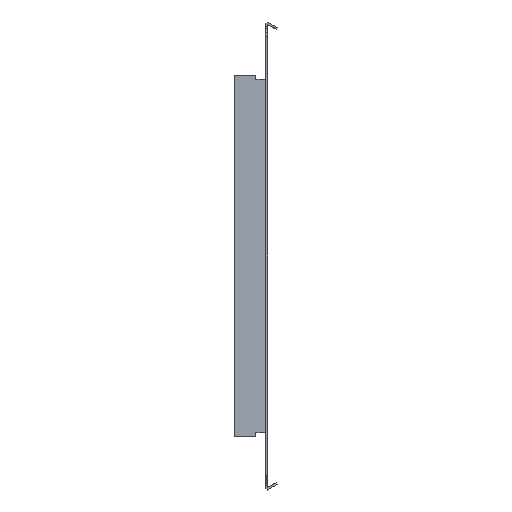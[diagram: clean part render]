
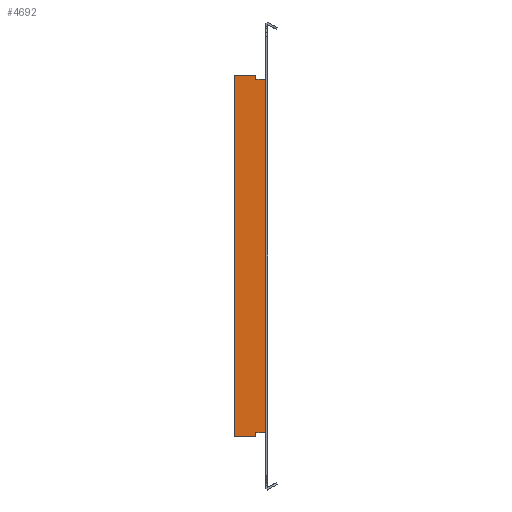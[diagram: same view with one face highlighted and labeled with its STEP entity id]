
A CAD part, left-side view. The second image highlights one B-rep face of the part: STEP entity #4692.
In plain terms, the highlighted planar face has unit normal (-1, 0, 0).
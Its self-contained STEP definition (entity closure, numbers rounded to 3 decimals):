
#125 = VERTEX_POINT ( 'NONE', #702 ) ;
#182 = DIRECTION ( 'NONE',  ( 0., 0., 1. ) ) ;
#192 = CARTESIAN_POINT ( 'NONE',  ( 1.5, 5.75, 134.25 ) ) ;
#244 = VERTEX_POINT ( 'NONE', #3625 ) ;
#288 = VECTOR ( 'NONE', #5471, 1000. ) ;
#402 = CARTESIAN_POINT ( 'NONE',  ( 1.5, 0., -134.25 ) ) ;
#432 = LINE ( 'NONE', #6520, #4002 ) ;
#450 = DIRECTION ( 'NONE',  ( 0., -1., 0. ) ) ;
#553 = ORIENTED_EDGE ( 'NONE', *, *, #2120, .T. ) ;
#609 = ORIENTED_EDGE ( 'NONE', *, *, #1825, .F. ) ;
#702 = CARTESIAN_POINT ( 'NONE',  ( 1.5, 5.75, 131.25 ) ) ;
#708 = EDGE_CURVE ( 'NONE', #5902, #125, #6500, .T. ) ;
#720 = EDGE_CURVE ( 'NONE', #1544, #5165, #5414, .T. ) ;
#766 = ORIENTED_EDGE ( 'NONE', *, *, #5950, .F. ) ;
#895 = VERTEX_POINT ( 'NONE', #2610 ) ;
#1044 = DIRECTION ( 'NONE',  ( 0., 0., -1. ) ) ;
#1151 = VERTEX_POINT ( 'NONE', #192 ) ;
#1205 = CARTESIAN_POINT ( 'NONE',  ( 1.5, 21.5, -131.25 ) ) ;
#1213 = ORIENTED_EDGE ( 'NONE', *, *, #3749, .T. ) ;
#1349 = CARTESIAN_POINT ( 'NONE',  ( 1.5, 0., 0. ) ) ;
#1386 = CARTESIAN_POINT ( 'NONE',  ( 1.5, 21.5, 131.25 ) ) ;
#1406 = VERTEX_POINT ( 'NONE', #1688 ) ;
#1544 = VERTEX_POINT ( 'NONE', #5263 ) ;
#1610 = AXIS2_PLACEMENT_3D ( 'NONE', #1349, #2461, #5661 ) ;
#1622 = CARTESIAN_POINT ( 'NONE',  ( 1.5, 5.75, 131.75 ) ) ;
#1660 = LINE ( 'NONE', #5418, #4619 ) ;
#1688 = CARTESIAN_POINT ( 'NONE',  ( 1.5, 21.5, 134.25 ) ) ;
#1816 = ORIENTED_EDGE ( 'NONE', *, *, #6152, .T. ) ;
#1825 = EDGE_CURVE ( 'NONE', #3842, #1544, #3673, .T. ) ;
#1828 = CARTESIAN_POINT ( 'NONE',  ( 1.5, 5.75, 131.75 ) ) ;
#1834 = VECTOR ( 'NONE', #2000, 1000. ) ;
#1895 = CARTESIAN_POINT ( 'NONE',  ( 1.5, 5.75, -131.75 ) ) ;
#1898 = CARTESIAN_POINT ( 'NONE',  ( 1.5, 21.5, -131.75 ) ) ;
#1906 = ORIENTED_EDGE ( 'NONE', *, *, #7007, .F. ) ;
#2000 = DIRECTION ( 'NONE',  ( 0., 0., -1. ) ) ;
#2045 = VECTOR ( 'NONE', #3732, 1000. ) ;
#2065 = CARTESIAN_POINT ( 'NONE',  ( 1.5, 5.75, 0. ) ) ;
#2120 = EDGE_CURVE ( 'NONE', #895, #5165, #1660, .T. ) ;
#2196 = EDGE_LOOP ( 'NONE', ( #1906, #553, #4414, #609, #2972, #3988, #4371, #6505, #2326, #4164, #1816, #766, #3679, #1213 ) ) ;
#2247 = CARTESIAN_POINT ( 'NONE',  ( 1.5, 5.75, -134.25 ) ) ;
#2326 = ORIENTED_EDGE ( 'NONE', *, *, #3878, .F. ) ;
#2357 = VERTEX_POINT ( 'NONE', #4763 ) ;
#2461 = DIRECTION ( 'NONE',  ( -1., 0., 0. ) ) ;
#2496 = CARTESIAN_POINT ( 'NONE',  ( 1.5, 0., 131.25 ) ) ;
#2540 = LINE ( 'NONE', #4176, #4781 ) ;
#2610 = CARTESIAN_POINT ( 'NONE',  ( 1.5, -0.5, -131.25 ) ) ;
#2676 = CARTESIAN_POINT ( 'NONE',  ( 1.5, -0.5, 131.25 ) ) ;
#2796 = VECTOR ( 'NONE', #6346, 1000. ) ;
#2822 = VECTOR ( 'NONE', #182, 1000. ) ;
#2972 = ORIENTED_EDGE ( 'NONE', *, *, #4272, .F. ) ;
#3017 = CARTESIAN_POINT ( 'NONE',  ( 1.5, 21.5, -134.25 ) ) ;
#3133 = CARTESIAN_POINT ( 'NONE',  ( 1.5, -1.5, -131.25 ) ) ;
#3171 = VERTEX_POINT ( 'NONE', #2247 ) ;
#3185 = LINE ( 'NONE', #5367, #288 ) ;
#3251 = LINE ( 'NONE', #5082, #2822 ) ;
#3625 = CARTESIAN_POINT ( 'NONE',  ( 1.5, 21.5, 131.75 ) ) ;
#3673 = LINE ( 'NONE', #2496, #2796 ) ;
#3679 = ORIENTED_EDGE ( 'NONE', *, *, #5930, .F. ) ;
#3695 = LINE ( 'NONE', #7074, #2045 ) ;
#3732 = DIRECTION ( 'NONE',  ( 0., -1., 0. ) ) ;
#3749 = EDGE_CURVE ( 'NONE', #5812, #2357, #6777, .T. ) ;
#3789 = DIRECTION ( 'NONE',  ( 0., 0., -1. ) ) ;
#3817 = EDGE_CURVE ( 'NONE', #1406, #1151, #3185, .T. ) ;
#3842 = VERTEX_POINT ( 'NONE', #2676 ) ;
#3878 = EDGE_CURVE ( 'NONE', #244, #1406, #3251, .T. ) ;
#3988 = ORIENTED_EDGE ( 'NONE', *, *, #708, .F. ) ;
#4002 = VECTOR ( 'NONE', #1044, 1000. ) ;
#4164 = ORIENTED_EDGE ( 'NONE', *, *, #6483, .F. ) ;
#4176 = CARTESIAN_POINT ( 'NONE',  ( 1.5, 5.75, 131.75 ) ) ;
#4206 = LINE ( 'NONE', #1386, #5821 ) ;
#4272 = EDGE_CURVE ( 'NONE', #125, #3842, #3695, .T. ) ;
#4294 = VECTOR ( 'NONE', #5192, 1000. ) ;
#4371 = ORIENTED_EDGE ( 'NONE', *, *, #5954, .T. ) ;
#4414 = ORIENTED_EDGE ( 'NONE', *, *, #720, .F. ) ;
#4466 = CARTESIAN_POINT ( 'NONE',  ( 1.5, -1.5, 0. ) ) ;
#4535 = CARTESIAN_POINT ( 'NONE',  ( 1.5, 5.75, -131.75 ) ) ;
#4594 = FACE_OUTER_BOUND ( 'NONE', #2196, .T. ) ;
#4619 = VECTOR ( 'NONE', #450, 1000. ) ;
#4692 = ADVANCED_FACE ( 'NONE', ( #4594 ), #6206, .T. ) ;
#4763 = CARTESIAN_POINT ( 'NONE',  ( 1.5, 5.75, -131.25 ) ) ;
#4781 = VECTOR ( 'NONE', #6423, 1000. ) ;
#4831 = VECTOR ( 'NONE', #3789, 1000. ) ;
#5082 = CARTESIAN_POINT ( 'NONE',  ( 1.5, 21.5, 0. ) ) ;
#5165 = VERTEX_POINT ( 'NONE', #3133 ) ;
#5192 = DIRECTION ( 'NONE',  ( 0., 0., 1. ) ) ;
#5224 = DIRECTION ( 'NONE',  ( 0., 0., 1. ) ) ;
#5229 = DIRECTION ( 'NONE',  ( 0., 1., 0. ) ) ;
#5263 = CARTESIAN_POINT ( 'NONE',  ( 1.5, -1.5, 131.25 ) ) ;
#5299 = LINE ( 'NONE', #402, #5808 ) ;
#5367 = CARTESIAN_POINT ( 'NONE',  ( 1.5, 0., 134.25 ) ) ;
#5414 = LINE ( 'NONE', #4466, #5748 ) ;
#5418 = CARTESIAN_POINT ( 'NONE',  ( 1.5, -0.5, -131.25 ) ) ;
#5471 = DIRECTION ( 'NONE',  ( 0., -1., 0. ) ) ;
#5661 = DIRECTION ( 'NONE',  ( 0., -1., 0. ) ) ;
#5748 = VECTOR ( 'NONE', #6644, 1000. ) ;
#5806 = VERTEX_POINT ( 'NONE', #1898 ) ;
#5808 = VECTOR ( 'NONE', #5229, 1000. ) ;
#5812 = VERTEX_POINT ( 'NONE', #4535 ) ;
#5821 = VECTOR ( 'NONE', #5224, 1000. ) ;
#5902 = VERTEX_POINT ( 'NONE', #1828 ) ;
#5930 = EDGE_CURVE ( 'NONE', #5812, #3171, #6781, .T. ) ;
#5950 = EDGE_CURVE ( 'NONE', #3171, #5967, #5299, .T. ) ;
#5954 = EDGE_CURVE ( 'NONE', #5902, #1151, #2540, .T. ) ;
#5967 = VERTEX_POINT ( 'NONE', #3017 ) ;
#6109 = LINE ( 'NONE', #1205, #6640 ) ;
#6152 = EDGE_CURVE ( 'NONE', #5806, #5967, #432, .T. ) ;
#6206 = PLANE ( 'NONE',  #1610 ) ;
#6251 = DIRECTION ( 'NONE',  ( 0., 1., 0. ) ) ;
#6346 = DIRECTION ( 'NONE',  ( 0., -1., 0. ) ) ;
#6423 = DIRECTION ( 'NONE',  ( 0., 0., 1. ) ) ;
#6483 = EDGE_CURVE ( 'NONE', #5806, #244, #4206, .T. ) ;
#6500 = LINE ( 'NONE', #1622, #4831 ) ;
#6505 = ORIENTED_EDGE ( 'NONE', *, *, #3817, .F. ) ;
#6520 = CARTESIAN_POINT ( 'NONE',  ( 1.5, 21.5, -131.75 ) ) ;
#6640 = VECTOR ( 'NONE', #6251, 1000. ) ;
#6644 = DIRECTION ( 'NONE',  ( 0., 0., -1. ) ) ;
#6777 = LINE ( 'NONE', #1895, #4294 ) ;
#6781 = LINE ( 'NONE', #2065, #1834 ) ;
#7007 = EDGE_CURVE ( 'NONE', #895, #2357, #6109, .T. ) ;
#7074 = CARTESIAN_POINT ( 'NONE',  ( 1.5, -1.5, 131.25 ) ) ;
